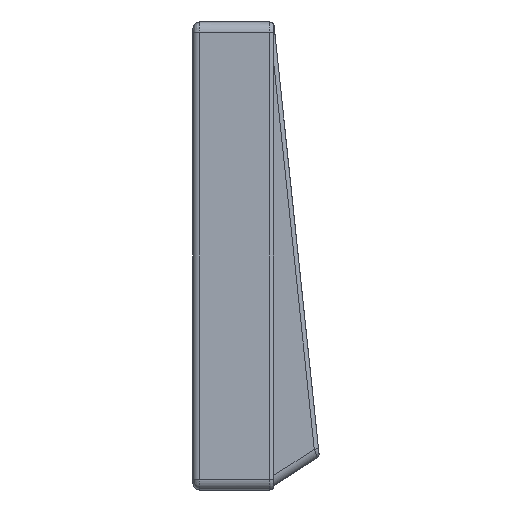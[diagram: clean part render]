
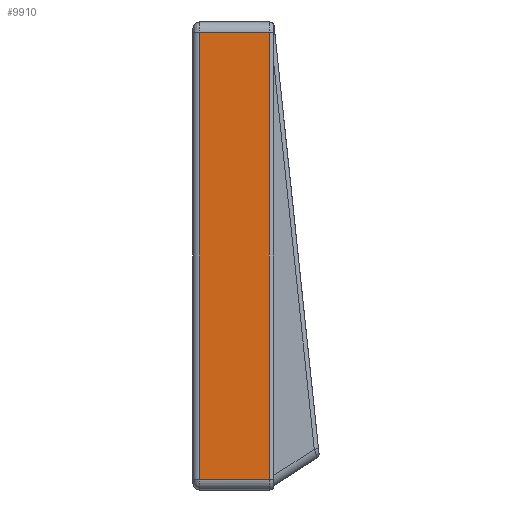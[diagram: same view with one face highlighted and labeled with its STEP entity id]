
A CAD part, left-side view. The second image highlights one B-rep face of the part: STEP entity #9910.
In plain terms, the highlighted planar face has unit normal (-1, 0, 0).
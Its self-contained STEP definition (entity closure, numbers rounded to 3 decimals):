
#305=PLANE('',#10514);
#918=FACE_OUTER_BOUND('',#1487,.T.);
#1487=EDGE_LOOP('',(#8089,#8090,#8091,#8092));
#2855=LINE('',#22597,#3533);
#2856=LINE('',#22599,#3534);
#2857=LINE('',#22601,#3535);
#2858=LINE('',#22602,#3536);
#3533=VECTOR('',#12045,1000.);
#3534=VECTOR('',#12046,10.);
#3535=VECTOR('',#12047,1000.);
#3536=VECTOR('',#12048,1000.);
#4594=VERTEX_POINT('',#22595);
#4595=VERTEX_POINT('',#22596);
#4596=VERTEX_POINT('',#22598);
#4597=VERTEX_POINT('',#22600);
#5918=EDGE_CURVE('',#4594,#4595,#2855,.T.);
#5919=EDGE_CURVE('',#4595,#4596,#2856,.T.);
#5920=EDGE_CURVE('',#4596,#4597,#2857,.T.);
#5921=EDGE_CURVE('',#4597,#4594,#2858,.T.);
#8089=ORIENTED_EDGE('',*,*,#5918,.T.);
#8090=ORIENTED_EDGE('',*,*,#5919,.T.);
#8091=ORIENTED_EDGE('',*,*,#5920,.T.);
#8092=ORIENTED_EDGE('',*,*,#5921,.T.);
#9910=ADVANCED_FACE('',(#918),#305,.F.);
#10514=AXIS2_PLACEMENT_3D('',#22594,#12043,#12044);
#12043=DIRECTION('center_axis',(1.,0.,0.));
#12044=DIRECTION('ref_axis',(0.,0.,-1.));
#12045=DIRECTION('',(0.,-1.,0.));
#12046=DIRECTION('',(0.,0.,1.));
#12047=DIRECTION('',(0.,1.,0.));
#12048=DIRECTION('',(0.,0.,-1.));
#22594=CARTESIAN_POINT('Origin',(-147.85,19.,-55.1));
#22595=CARTESIAN_POINT('',(-147.85,17.5,-52.6));
#22596=CARTESIAN_POINT('',(-147.85,1.,-52.6));
#22597=CARTESIAN_POINT('',(-147.85,19.,-52.6));
#22598=CARTESIAN_POINT('',(-147.85,1.,52.6));
#22599=CARTESIAN_POINT('',(-147.85,1.,-52.6));
#22600=CARTESIAN_POINT('',(-147.85,17.5,52.6));
#22601=CARTESIAN_POINT('',(-147.85,19.,52.6));
#22602=CARTESIAN_POINT('',(-147.85,17.5,-52.6));
